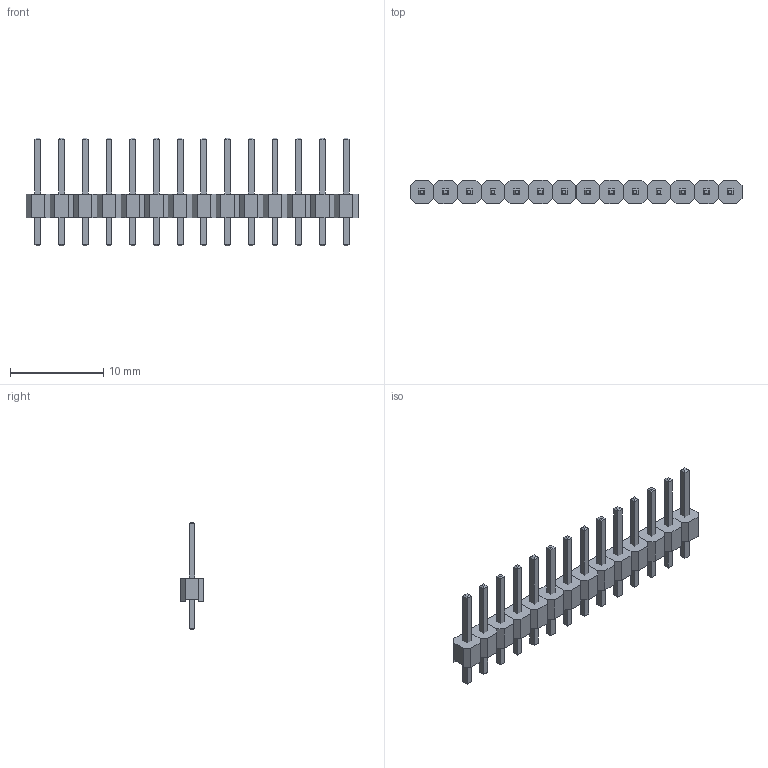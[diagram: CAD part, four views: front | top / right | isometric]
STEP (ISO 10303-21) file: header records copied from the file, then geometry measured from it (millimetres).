
FILE_DESCRIPTION(/* description */ (''),/* implementation_level */ '2;1');
FILE_NAME(/* name */ 'PLS_2.54_14x1_Black.step',/* time_stamp */ '2020-05-16T16:03:12+03:00',/* author */ ('vlad.lapshuda'),/* organization */ (''),/* preprocessor_version */ 'ST-DEVELOPER v17.2',/* originating_system */ 'Autodesk Translation Framework v7.6.0.251',/* authorisation */ '');
FILE_SCHEMA (('AUTOMOTIVE_DESIGN { 1 0 10303 214 3 1 1 }'));
Length unit declared in the file: millimetre
Products named in the file (2): PLS_2.54_14x1; PLS_2.54
Assembly tree (1 placements, depth 2):
  PLS_2.54_14x1
    PLS_2.54
Bounding box: 35.56 x 2.54 x 11.54 mm (x, y, z)
Volume: 259.7 mm3; surface area: 905 mm2
Topology: 28 solids, 28 shells, 392 faces, 896 edges, 560 vertices
Faces by surface type: plane 392
Entity records: 10684 total; most frequent: CARTESIAN_POINT 1851, ORIENTED_EDGE 1792, DIRECTION 1686, LINE 896, VECTOR 896, EDGE_CURVE 896, VERTEX_POINT 560, AXIS2_PLACEMENT_3D 395
